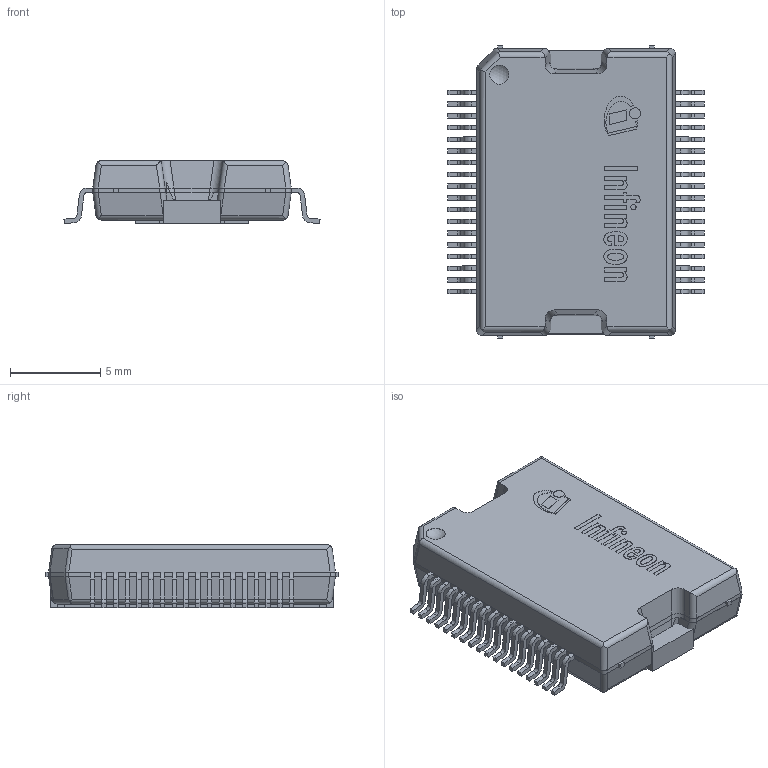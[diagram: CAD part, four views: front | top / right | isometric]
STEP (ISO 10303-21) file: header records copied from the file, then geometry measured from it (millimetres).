
FILE_DESCRIPTION(/* description */ (''),/* implementation_level */ '2;1');
FILE_NAME(/* name */ 'PG-DSO-36-21_Z8B00011713_V10_3D.stp',/* time_stamp */ '2019-11-20T14:40:34+05:00',/* author */ ('janartha'),/* organization */ (''),/* preprocessor_version */ 'ST-DEVELOPER v16.13',/* originating_system */ 'AutoCAD Mechanical',/* authorisation */ '');
FILE_SCHEMA (('AUTOMOTIVE_DESIGN { 1 0 10303 214 3 1 1 }'));
Length unit declared in the file: millimetre
Products named in the file (1): Product
Bounding box: 14.2 x 16.2 x 3.51 mm (x, y, z)
Volume: 670.7 mm3; surface area: 1699.2 mm2
Topology: 58 solids, 58 shells, 885 faces, 2301 edges, 1533 vertices
Faces by surface type: plane 559, cylinder 323, sphere 3
Full cylindrical faces by diameter (mm): 0.296 x1, 0.61 x1, 1.058 x2
Entity records: 27004 total; most frequent: CARTESIAN_POINT 4698, DIRECTION 4696, ORIENTED_EDGE 4576, EDGE_CURVE 2288, LINE 1644, VECTOR 1644, VERTEX_POINT 1528, AXIS2_PLACEMENT_3D 1526
